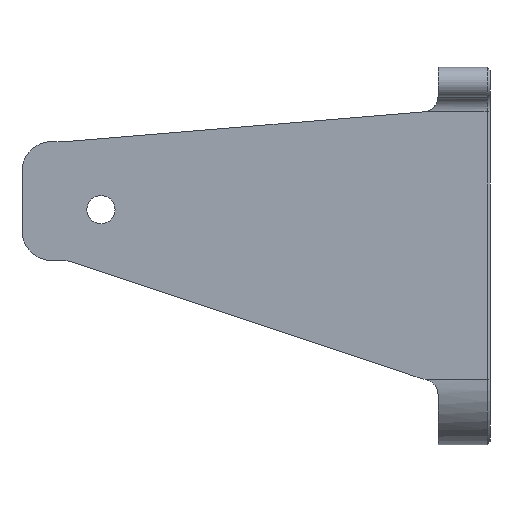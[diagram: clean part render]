
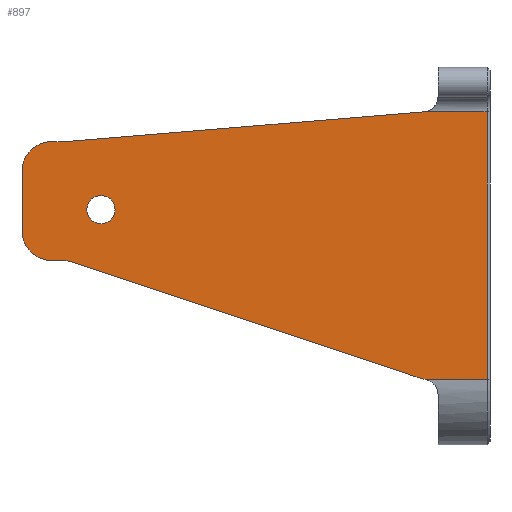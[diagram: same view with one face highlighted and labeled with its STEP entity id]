
A CAD part, left-side view. The second image highlights one B-rep face of the part: STEP entity #897.
In plain terms, the highlighted planar face has unit normal (-1, 0, 0).
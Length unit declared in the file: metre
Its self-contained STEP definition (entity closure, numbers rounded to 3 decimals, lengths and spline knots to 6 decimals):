
#34=LINE('',#1362,#112);
#35=LINE('',#1365,#113);
#36=LINE('',#1367,#114);
#37=LINE('',#1369,#115);
#38=LINE('',#1373,#116);
#39=LINE('',#1377,#117);
#40=LINE('',#1381,#118);
#41=LINE('',#1385,#119);
#112=VECTOR('',#1085,1.);
#113=VECTOR('',#1086,1.);
#114=VECTOR('',#1087,1.);
#115=VECTOR('',#1088,1.);
#116=VECTOR('',#1091,1.);
#117=VECTOR('',#1094,1.);
#118=VECTOR('',#1097,1.);
#119=VECTOR('',#1100,1.);
#190=PLANE('',#970);
#218=ORIENTED_EDGE('',*,*,#490,.F.);
#219=ORIENTED_EDGE('',*,*,#491,.T.);
#220=ORIENTED_EDGE('',*,*,#492,.T.);
#221=ORIENTED_EDGE('',*,*,#493,.T.);
#222=ORIENTED_EDGE('',*,*,#494,.T.);
#223=ORIENTED_EDGE('',*,*,#495,.F.);
#224=ORIENTED_EDGE('',*,*,#496,.T.);
#225=ORIENTED_EDGE('',*,*,#497,.F.);
#226=ORIENTED_EDGE('',*,*,#498,.T.);
#227=ORIENTED_EDGE('',*,*,#499,.T.);
#228=ORIENTED_EDGE('',*,*,#500,.T.);
#229=ORIENTED_EDGE('',*,*,#501,.T.);
#230=ORIENTED_EDGE('',*,*,#502,.T.);
#231=ORIENTED_EDGE('',*,*,#503,.F.);
#490=EDGE_CURVE('',#626,#627,#34,.T.);
#491=EDGE_CURVE('',#626,#628,#35,.T.);
#492=EDGE_CURVE('',#628,#629,#36,.T.);
#493=EDGE_CURVE('',#629,#630,#37,.T.);
#494=EDGE_CURVE('',#630,#631,#710,.F.);
#495=EDGE_CURVE('',#632,#631,#38,.T.);
#496=EDGE_CURVE('',#632,#633,#711,.T.);
#497=EDGE_CURVE('',#634,#633,#39,.T.);
#498=EDGE_CURVE('',#634,#635,#712,.T.);
#499=EDGE_CURVE('',#635,#636,#40,.T.);
#500=EDGE_CURVE('',#636,#637,#713,.F.);
#501=EDGE_CURVE('',#637,#638,#41,.F.);
#502=EDGE_CURVE('',#638,#627,#714,.T.);
#503=EDGE_CURVE('',#639,#639,#715,.T.);
#626=VERTEX_POINT('',#1363);
#627=VERTEX_POINT('',#1364);
#628=VERTEX_POINT('',#1366);
#629=VERTEX_POINT('',#1368);
#630=VERTEX_POINT('',#1370);
#631=VERTEX_POINT('',#1372);
#632=VERTEX_POINT('',#1374);
#633=VERTEX_POINT('',#1376);
#634=VERTEX_POINT('',#1378);
#635=VERTEX_POINT('',#1380);
#636=VERTEX_POINT('',#1382);
#637=VERTEX_POINT('',#1384);
#638=VERTEX_POINT('',#1386);
#639=VERTEX_POINT('',#1389);
#710=CIRCLE('',#971,0.002);
#711=CIRCLE('',#972,0.002);
#712=CIRCLE('',#973,0.002);
#713=CIRCLE('',#974,0.002);
#714=CIRCLE('',#975,0.017552);
#715=CIRCLE('',#976,0.00095);
#754=EDGE_LOOP('',(#218,#219,#220,#221,#222,#223,#224,#225,#226,#227,#228,
#229,#230));
#755=EDGE_LOOP('',(#231));
#814=FACE_BOUND('',#754,.T.);
#815=FACE_BOUND('',#755,.T.);
#897=ADVANCED_FACE('',(#814,#815),#190,.T.);
#970=AXIS2_PLACEMENT_3D('',#1361,#1083,#1084);
#971=AXIS2_PLACEMENT_3D('',#1371,#1089,#1090);
#972=AXIS2_PLACEMENT_3D('',#1375,#1092,#1093);
#973=AXIS2_PLACEMENT_3D('',#1379,#1095,#1096);
#974=AXIS2_PLACEMENT_3D('',#1383,#1098,#1099);
#975=AXIS2_PLACEMENT_3D('',#1387,#1101,#1102);
#976=AXIS2_PLACEMENT_3D('',#1388,#1103,#1104);
#1083=DIRECTION('',(-1.,0.,0.));
#1084=DIRECTION('',(0.,0.,1.));
#1085=DIRECTION('',(0.,1.,0.));
#1086=DIRECTION('',(0.,0.,1.));
#1087=DIRECTION('',(0.,1.,0.));
#1088=DIRECTION('',(0.,0.997,-0.083));
#1089=DIRECTION('',(-1.,0.,0.));
#1090=DIRECTION('',(0.,0.,1.));
#1091=DIRECTION('',(0.,-1.,0.));
#1092=DIRECTION('',(-1.,0.,0.));
#1093=DIRECTION('',(0.,0.,1.));
#1094=DIRECTION('',(0.,0.,1.));
#1095=DIRECTION('',(-1.,0.,0.));
#1096=DIRECTION('',(0.,0.,1.));
#1097=DIRECTION('',(0.,-1.,0.));
#1098=DIRECTION('',(-1.,0.,0.));
#1099=DIRECTION('',(0.,0.,1.));
#1100=DIRECTION('',(0.,0.949,0.316));
#1101=DIRECTION('',(-1.,0.,0.));
#1102=DIRECTION('',(0.,0.,1.));
#1103=DIRECTION('',(-1.,0.,0.));
#1104=DIRECTION('',(0.,0.,1.));
#1361=CARTESIAN_POINT('',(-0.0044,-0.0035,0.009));
#1362=CARTESIAN_POINT('',(-0.0044,-0.0035,0.));
#1363=CARTESIAN_POINT('',(-0.0044,-0.0033,0.));
#1364=CARTESIAN_POINT('',(-0.0044,0.000874,0.));
#1365=CARTESIAN_POINT('',(-0.0044,-0.0033,0.009));
#1366=CARTESIAN_POINT('',(-0.0044,-0.0033,0.018));
#1367=CARTESIAN_POINT('',(-0.0044,-0.0035,0.018));
#1368=CARTESIAN_POINT('',(-0.0044,0.001,0.018));
#1369=CARTESIAN_POINT('',(-0.0044,-0.002724,0.01831));
#1370=CARTESIAN_POINT('',(-0.0044,0.024917,0.016007));
#1371=CARTESIAN_POINT('',(-0.0044,0.025083,0.018));
#1372=CARTESIAN_POINT('',(-0.0044,0.025083,0.016));
#1373=CARTESIAN_POINT('',(-0.0044,0.028,0.016));
#1374=CARTESIAN_POINT('',(-0.0044,0.026,0.016));
#1375=CARTESIAN_POINT('',(-0.0044,0.026,0.014));
#1376=CARTESIAN_POINT('',(-0.0044,0.028,0.014));
#1377=CARTESIAN_POINT('',(-0.0044,0.028,0.009));
#1378=CARTESIAN_POINT('',(-0.0044,0.028,0.01));
#1379=CARTESIAN_POINT('',(-0.0044,0.026,0.01));
#1380=CARTESIAN_POINT('',(-0.0044,0.026,0.008));
#1381=CARTESIAN_POINT('',(-0.0044,0.028,0.008));
#1382=CARTESIAN_POINT('',(-0.0044,0.025325,0.008));
#1383=CARTESIAN_POINT('',(-0.0044,0.025325,0.006));
#1384=CARTESIAN_POINT('',(-0.0044,0.024692,0.007897));
#1385=CARTESIAN_POINT('',(-0.0044,-0.00035,-0.00045));
#1386=CARTESIAN_POINT('',(-0.0044,0.002008,0.000336));
#1387=CARTESIAN_POINT('',(-0.0044,-0.003542,0.016988));
#1388=CARTESIAN_POINT('',(-0.0044,0.022686,0.011414));
#1389=CARTESIAN_POINT('',(-0.0044,0.022686,0.012364));
